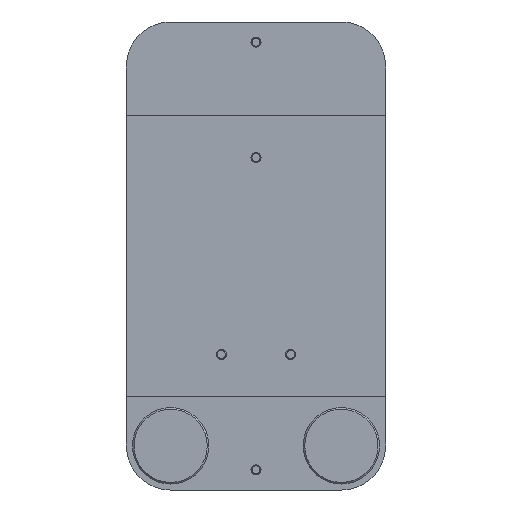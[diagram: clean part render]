
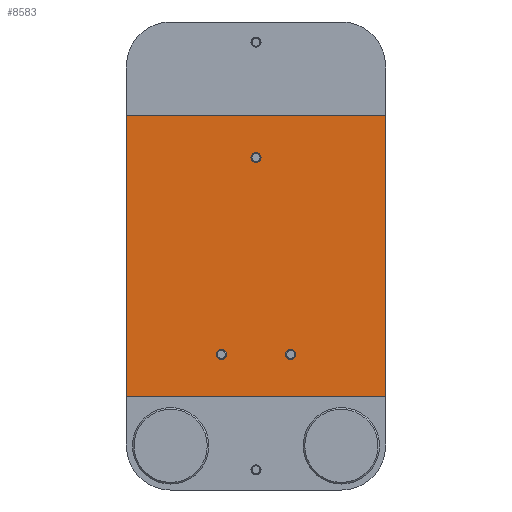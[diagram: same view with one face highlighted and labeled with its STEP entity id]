
A CAD part, front view. The second image highlights one B-rep face of the part: STEP entity #8583.
In plain terms, the highlighted planar face has unit normal (0, -1, 0).
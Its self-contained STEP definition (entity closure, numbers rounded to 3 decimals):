
#46=FACE_BOUND('',#3502,.T.);
#47=FACE_BOUND('',#3503,.T.);
#48=FACE_BOUND('',#3504,.T.);
#3039=PLANE('',#9698);
#3254=FACE_OUTER_BOUND('',#3501,.T.);
#3501=EDGE_LOOP('',(#8187,#8188,#8189,#8190));
#3502=EDGE_LOOP('',(#8191));
#3503=EDGE_LOOP('',(#8192));
#3504=EDGE_LOOP('',(#8193));
#4515=LINE('',#18106,#5531);
#4522=LINE('',#18125,#5538);
#4531=LINE('',#18148,#5547);
#4538=LINE('',#18165,#5554);
#5531=VECTOR('',#12795,10.);
#5538=VECTOR('',#12810,10.);
#5547=VECTOR('',#12831,10.);
#5554=VECTOR('',#12850,10.);
#6427=CIRCLE('',#9651,5.);
#6430=CIRCLE('',#9657,5.);
#6436=CIRCLE('',#9669,5.);
#6738=VERTEX_POINT('',#18064);
#6741=VERTEX_POINT('',#18073);
#6747=VERTEX_POINT('',#18091);
#6751=VERTEX_POINT('',#18104);
#6752=VERTEX_POINT('',#18105);
#6759=VERTEX_POINT('',#18123);
#6760=VERTEX_POINT('',#18124);
#7209=EDGE_CURVE('',#6738,#6738,#6427,.T.);
#7212=EDGE_CURVE('',#6741,#6741,#6430,.T.);
#7218=EDGE_CURVE('',#6747,#6747,#6436,.T.);
#7222=EDGE_CURVE('',#6751,#6752,#4515,.T.);
#7231=EDGE_CURVE('',#6759,#6760,#4522,.T.);
#7243=EDGE_CURVE('',#6759,#6752,#4531,.T.);
#7252=EDGE_CURVE('',#6751,#6760,#4538,.T.);
#8187=ORIENTED_EDGE('',*,*,#7222,.T.);
#8188=ORIENTED_EDGE('',*,*,#7243,.F.);
#8189=ORIENTED_EDGE('',*,*,#7231,.T.);
#8190=ORIENTED_EDGE('',*,*,#7252,.F.);
#8191=ORIENTED_EDGE('',*,*,#7209,.T.);
#8192=ORIENTED_EDGE('',*,*,#7212,.T.);
#8193=ORIENTED_EDGE('',*,*,#7218,.T.);
#8583=ADVANCED_FACE('',(#3254,#46,#47,#48),#3039,.F.);
#9651=AXIS2_PLACEMENT_3D('',#18065,#12741,#12742);
#9657=AXIS2_PLACEMENT_3D('',#18074,#12753,#12754);
#9669=AXIS2_PLACEMENT_3D('',#18092,#12777,#12778);
#9698=AXIS2_PLACEMENT_3D('',#18176,#12863,#12864);
#12741=DIRECTION('center_axis',(0.,1.,0.));
#12742=DIRECTION('ref_axis',(1.,0.,0.));
#12753=DIRECTION('center_axis',(0.,1.,0.));
#12754=DIRECTION('ref_axis',(1.,0.,0.));
#12777=DIRECTION('center_axis',(0.,1.,0.));
#12778=DIRECTION('ref_axis',(1.,0.,0.));
#12795=DIRECTION('',(1.,0.,0.));
#12810=DIRECTION('',(-1.,0.,0.));
#12831=DIRECTION('',(0.,0.,-1.));
#12850=DIRECTION('',(0.,0.,1.));
#12863=DIRECTION('center_axis',(0.,1.,0.));
#12864=DIRECTION('ref_axis',(-1.,0.,0.));
#18064=CARTESIAN_POINT('',(29.5,0.,135.));
#18065=CARTESIAN_POINT('Origin',(34.5,0.,135.));
#18073=CARTESIAN_POINT('',(-39.5,0.,135.));
#18074=CARTESIAN_POINT('Origin',(-34.5,0.,135.));
#18091=CARTESIAN_POINT('',(-5.,0.,331.));
#18092=CARTESIAN_POINT('Origin',(0.,0.,
331.));
#18104=CARTESIAN_POINT('',(-129.,0.,93.));
#18105=CARTESIAN_POINT('',(129.,0.,93.));
#18106=CARTESIAN_POINT('',(64.5,0.,93.));
#18123=CARTESIAN_POINT('',(129.,0.,373.));
#18124=CARTESIAN_POINT('',(-129.,0.,373.));
#18125=CARTESIAN_POINT('',(-64.5,0.,373.));
#18148=CARTESIAN_POINT('',(129.,0.,422.2));
#18165=CARTESIAN_POINT('',(-129.,0.,43.8));
#18176=CARTESIAN_POINT('Origin',(0.,0.,
233.));
